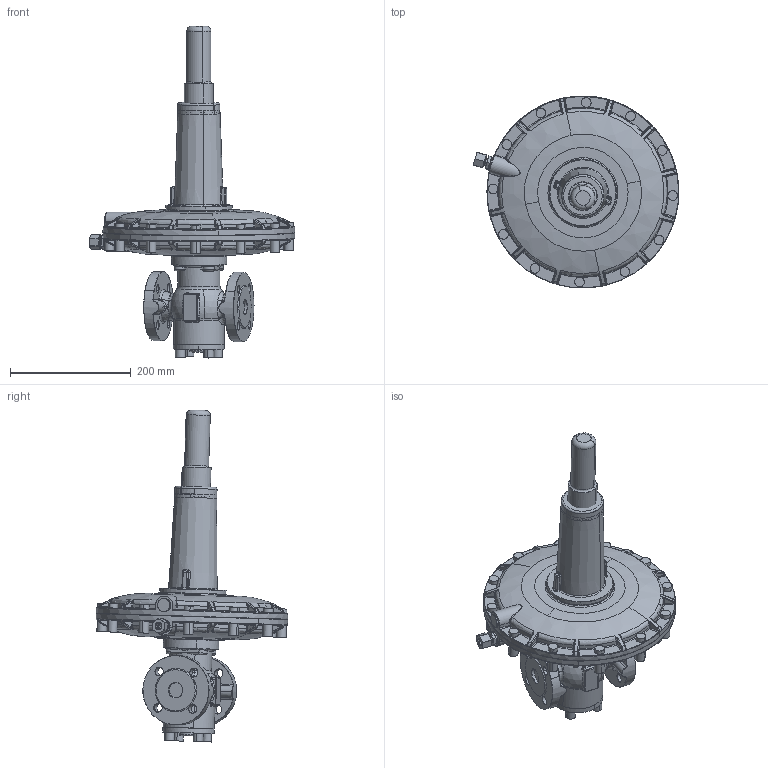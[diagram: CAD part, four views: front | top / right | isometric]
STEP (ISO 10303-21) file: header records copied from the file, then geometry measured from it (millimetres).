
FILE_DESCRIPTION(('CATIA V5 STEP'),'2;1');
FILE_NAME('R 101 DN 025-318-HDS.stp','2014-03-28T11:03:09+00:00',('none'),('none'),'CATIA Version 5 Release 19 SP 9 (IN-10)','CATIA V5 STEP AP203 Edition 2','none');
FILE_SCHEMA(('AP203_CONFIGURATION_CONTROLLED_3D_DESIGN_OF_MECHANICAL_PARTS_AND_ASSEMBLIES_MIM_LF { 1 0 10303 403 2 1 2}'));
Products named in the file (5): Product1; R 101 DN 025-284; Produkt1; 8630H1; 8630H
Assembly tree (4 placements, depth 3):
  Product1
    R 101 DN 025-284
    Produkt1
      8630H1
      8630H
Bounding box: 340.7 x 318.24 x 550.31 mm (x, y, z)
Volume: 6816026.2 mm3; surface area: 430820.2 mm2
Topology: 3 solids, 19 shells, 1544 faces, 3819 edges, 2106 vertices
Faces by surface type: cylinder 421, bspline 364, torus 238, plane 219, cone 164, sphere 130, revolution 8
Entity records: 69122 total; most frequent: CARTESIAN_POINT 36462, ORIENTED_EDGE 7182, DIRECTION 4169, EDGE_CURVE 3591, AXIS2_PLACEMENT_3D 2502, VERTEX_POINT 2106, EDGE_LOOP 1599, CIRCLE 1547
